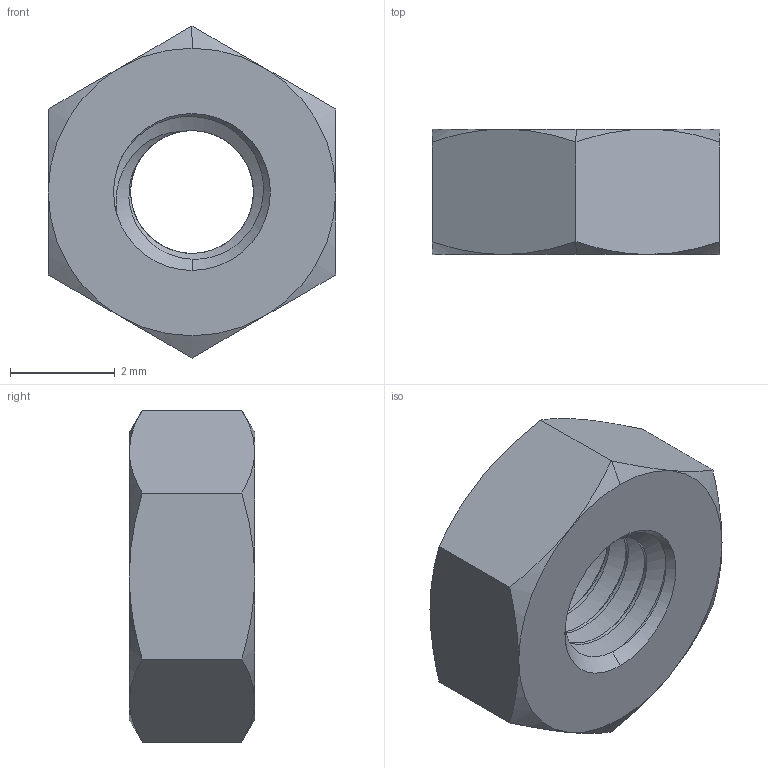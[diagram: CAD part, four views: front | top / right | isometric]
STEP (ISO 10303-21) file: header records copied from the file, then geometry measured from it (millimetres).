
FILE_DESCRIPTION (( 'STEP AP203' ), '1' );
FILE_NAME ('90593A001_Black-Oxide Steel Hex Nut.STEP', '2021-09-15T01:00:02', ( 'Administrator' ), ( 'Managed by Terraform' ), 'SwSTEP 2.0', 'SolidWorks 2017', '' );
FILE_SCHEMA (( 'CONFIG_CONTROL_DESIGN' ));
Length unit declared in the file: millimetre
Products named in the file (1): 90593A001_Black-Oxide Steel Hex Nut
Bounding box: 5.5 x 2.4 x 6.35 mm (x, y, z)
Volume: 48.6 mm3; surface area: 116.3 mm2
Topology: 1 solids, 1 shells, 42 faces, 101 edges, 61 vertices
Faces by surface type: cone 20, cylinder 11, plane 8, bspline 3
Entity records: 1984 total; most frequent: CARTESIAN_POINT 1065, ORIENTED_EDGE 202, DIRECTION 144, EDGE_CURVE 101, AXIS2_PLACEMENT_3D 61, VERTEX_POINT 61, EDGE_LOOP 44, ADVANCED_FACE 42
